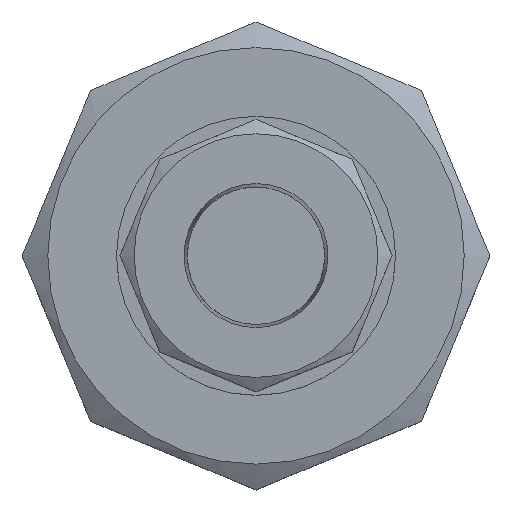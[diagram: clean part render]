
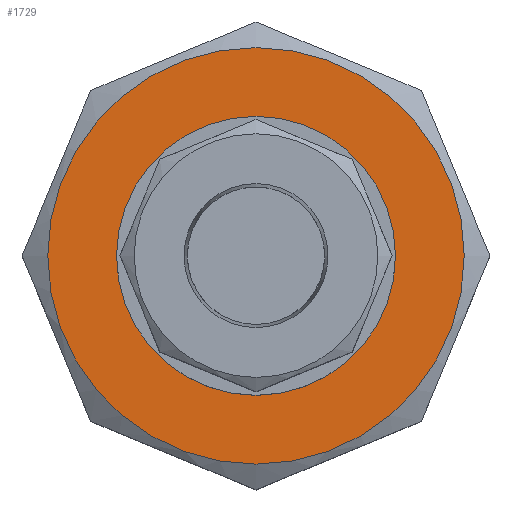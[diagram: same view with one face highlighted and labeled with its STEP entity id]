
A CAD part, top view. The second image highlights one B-rep face of the part: STEP entity #1729.
In plain terms, the highlighted planar face has unit normal (0, 0, 1).
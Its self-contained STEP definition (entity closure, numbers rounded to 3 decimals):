
#1021=CARTESIAN_POINT('',(26.5,0.0,3.));
#1022=VERTEX_POINT('',#1021);
#1023=CARTESIAN_POINT('',(0.,0.0,3.));
#1024=DIRECTION('',(0.0,0.0,1.0));
#1025=DIRECTION('',(1.0,0.0,0.0));
#1026=AXIS2_PLACEMENT_3D('',#1023,#1024,#1025);
#1027=CIRCLE('',#1026,26.5);
#1028=EDGE_CURVE('',#1022,#1022,#1027,.T.);
#1687=CARTESIAN_POINT('',(17.75,0.,3.));
#1688=VERTEX_POINT('',#1687);
#1689=CARTESIAN_POINT('',(0.0,0.0,3.));
#1690=DIRECTION('',(0.0,0.0,-1.0));
#1691=DIRECTION('',(-1.0,0.0,0.0));
#1692=AXIS2_PLACEMENT_3D('',#1689,#1690,#1691);
#1693=CIRCLE('',#1692,17.75);
#1694=EDGE_CURVE('',#1688,#1688,#1693,.T.);
#1718=CARTESIAN_POINT('',(0.0,0.0,3.));
#1719=DIRECTION('',(0.0,0.0,-1.0));
#1720=DIRECTION('',(-1.0,0.0,0.0));
#1721=AXIS2_PLACEMENT_3D('',#1718,#1719,#1720);
#1722=PLANE('',#1721);
#1723=ORIENTED_EDGE('',*,*,#1028,.T.);
#1724=EDGE_LOOP('',(#1723));
#1725=FACE_OUTER_BOUND('',#1724,.T.);
#1726=ORIENTED_EDGE('',*,*,#1694,.T.);
#1727=EDGE_LOOP('',(#1726));
#1728=FACE_BOUND('',#1727,.T.);
#1729=ADVANCED_FACE('',(#1725,#1728),#1722,.F.);
